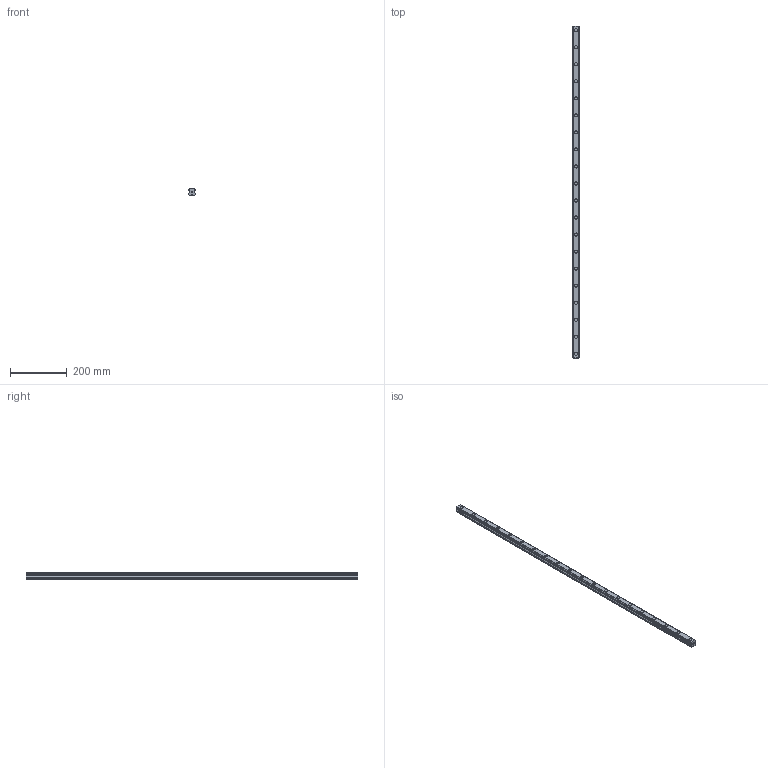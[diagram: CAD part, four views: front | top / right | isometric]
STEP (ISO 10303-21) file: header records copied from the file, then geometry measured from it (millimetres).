
FILE_DESCRIPTION(('STEP AP214'),'1');
FILE_NAME('cctmp_82A421D1-23D3-4CA9-9F70-4108CCFADAF6_2020_5_28_15_30_27_426..stp','2020-05-28T13:30:27',('HIWIN GmbH'),('CADClick - www.CADClick.com'),'Spatial InterOp 3D',' ','unknown authorization');
FILE_SCHEMA(('AUTOMOTIVE_DESIGN'));
Length unit declared in the file: millimetre
Products named in the file (1): HGR25R1170H_FILE
Bounding box: 23 x 1170 x 22 mm (x, y, z)
Volume: 485782.4 mm3; surface area: 121052.4 mm2
Topology: 1 solids, 1 shells, 351 faces, 915 edges, 610 vertices
Faces by surface type: plane 209, cylinder 142
Entity records: 13805 total; most frequent: DIRECTION 2063, CARTESIAN_POINT 1877, ORIENTED_EDGE 1830, EDGE_CURVE 915, AXIS2_PLACEMENT_3D 796, VERTEX_POINT 610, LINE 471, VECTOR 471
